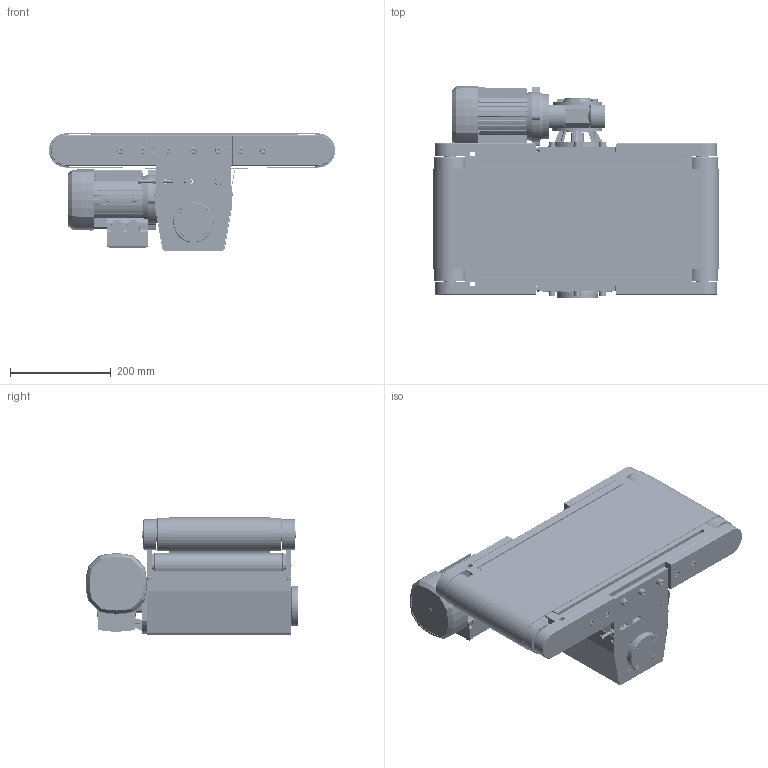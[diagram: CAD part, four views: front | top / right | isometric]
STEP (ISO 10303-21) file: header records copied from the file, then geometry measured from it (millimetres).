
FILE_DESCRIPTION(/* description */ ('Šroub ISO 7380'),/* implementation_level */ '2;1');
FILE_NAME(/* name */ '916003.stp',/* time_stamp */ '2014-03-18T14:16:44+01:00',/* author */ ('AlutecKK'),/* organization */ (''),/* preprocessor_version */ 'ST-DEVELOPER v15.2',/* originating_system */ 'Autodesk Inventor 2014',/* authorisation */ '');
FILE_SCHEMA (('AUTOMOTIVE_DESIGN { 1 0 10303 214 3 1 1 }'));
Products named in the file (34): 200816-3; 200820-1; 200825-1; 210800; 215008; 916003_729502_001; 906001; 906018; 906019; 904520M; 904520L; 916003_Trubka_d65_002; 916003_904521_cep_001; 916003_904521_cep_002; 916003_904521_001; 916003_904522_hridel_001; 916003_904522-I_001; 916003_904522-trubka_001; Lozisko6003-2RS; DIN471_17x1; 916003_904522_001; 916003_904523-hridel_001; 916003_904523_001; 916003_904524_kryt-pohonu_001; 65-čep I; 916001_Trubka d65_001; 916001_906065_001; 916003_pas_001; VF44F1P63B14B3; BN63B14; MVF44F1P63B14; 916003_104560_001; 916003_104560_002; 916003
Bounding box: 568 x 421.9 x 232.8 mm (x, y, z)
Volume: 6452034.6 mm3; surface area: 3283154.6 mm2
Topology: 124 solids, 226 shells, 3242 faces, 7874 edges, 5069 vertices
Faces by surface type: plane 1496, cylinder 834, cone 354, torus 332, sphere 145, bspline 81
Full cylindrical faces by diameter (mm): 1.7 x8, 2.7 x4, 3.3 x1, 3.75 x10, 4.134 x4, 4.3 x1, 4.351 x8, 4.917 x4, 5 x8, 5.2 x8, 5.459 x2, 5.5 x8, 5.51 x2, 6 x8, 6.4 x4, 6.647 x14, 6.8 x8, 7.2 x4, 8 x18, 8.4 x6, 8.5 x12, 8.7 x2, 9 x4, 9.5 x4, 10 x7, 10.6 x1, 11 x5, 12 x1, 13 x14, 13.5 x8
Entity records: 67838 total; most frequent: CARTESIAN_POINT 18440, DIRECTION 10100, ORIENTED_EDGE 9492, EDGE_CURVE 4706, AXIS2_PLACEMENT_3D 4011, VERTEX_POINT 3249, EDGE_LOOP 2857, ADVANCED_FACE 2126
